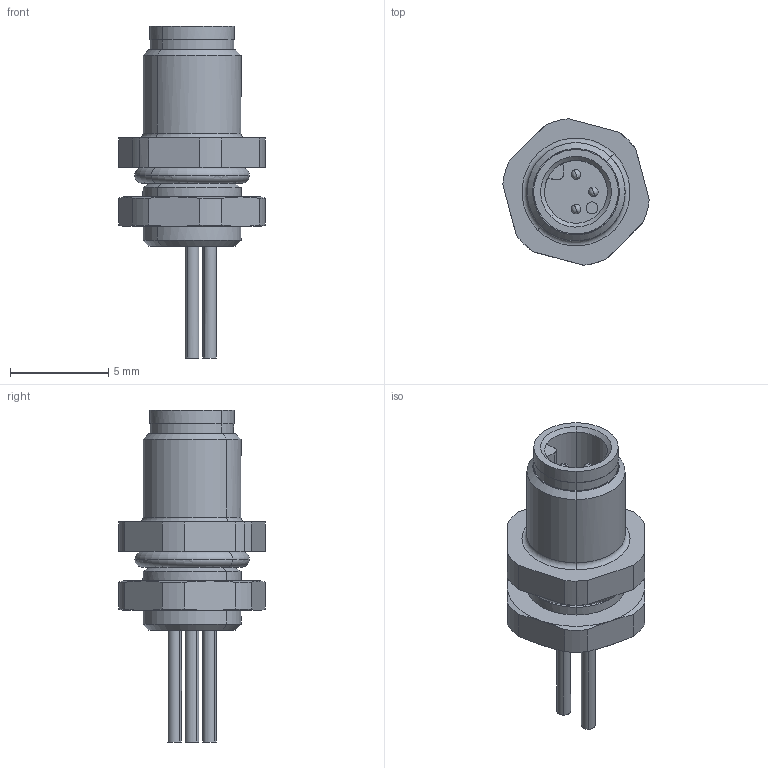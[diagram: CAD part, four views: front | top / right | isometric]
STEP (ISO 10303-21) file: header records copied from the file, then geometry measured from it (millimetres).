
FILE_DESCRIPTION(('CATIA V5 STEP Exchange','CAx-IF Rec.Pracs.--- Model Styling and Organization---1.4--- 2014-01-23'),'2;1');
FILE_NAME ('024692-2_1', '2021-03-17T07:54:16+00:00', ('none'), ('Weidmueller'), 'CATIA Version 5-6 Release 2016 SP3 HF44', 'CATIA V5 STEP AP214', 'none');
FILE_SCHEMA(('AUTOMOTIVE_DESIGN { 1 0 10303 214 1 1 1 1 }'));
Length unit declared in the file: millimetre
Products named in the file (1): 1873050000
Bounding box: 7.46 x 7.46 x 16.9 mm (x, y, z)
Volume: 250.5 mm3; surface area: 666.3 mm2
Topology: 9 solids, 9 shells, 132 faces, 290 edges, 176 vertices
Faces by surface type: cylinder 56, plane 42, cone 22, torus 6, sphere 6
Entity records: 3731 total; most frequent: CARTESIAN_POINT 1036, ORIENTED_EDGE 556, DIRECTION 462, EDGE_CURVE 278, AXIS2_PLACEMENT_3D 248, VERTEX_POINT 176, EDGE_LOOP 146, ADVANCED_FACE 132
